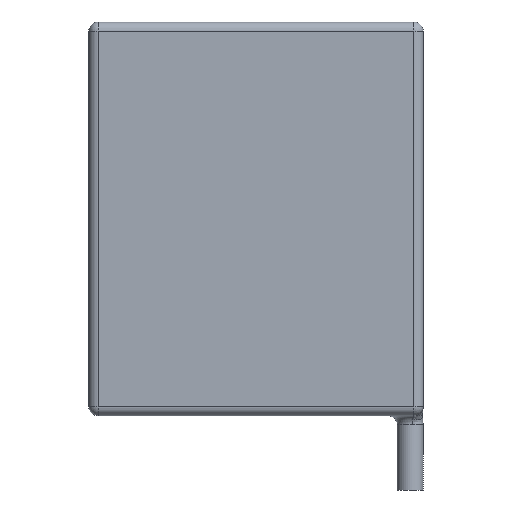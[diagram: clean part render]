
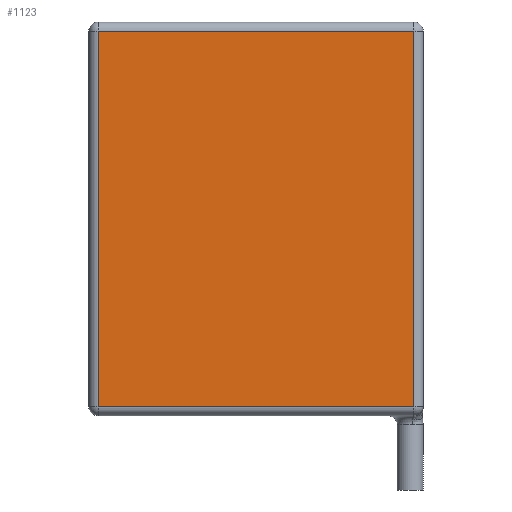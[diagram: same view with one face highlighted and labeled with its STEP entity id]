
A CAD part, front view. The second image highlights one B-rep face of the part: STEP entity #1123.
In plain terms, the highlighted planar face has unit normal (0, -1, 0).
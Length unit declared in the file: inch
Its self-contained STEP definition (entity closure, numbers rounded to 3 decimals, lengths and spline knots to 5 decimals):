
#54 = LINE ( 'NONE', #1113, #1420 ) ;
#166 = DIRECTION ( 'NONE',  ( -1., 0., 0. ) ) ;
#327 = FACE_OUTER_BOUND ( 'NONE', #2420, .T. ) ;
#464 = VECTOR ( 'NONE', #583, 39.37008 ) ;
#572 = VERTEX_POINT ( 'NONE', #2829 ) ;
#583 = DIRECTION ( 'NONE',  ( 1., 0., 0. ) ) ;
#748 = CARTESIAN_POINT ( 'NONE',  ( -1.0625, 0., -1.2625 ) ) ;
#813 = ORIENTED_EDGE ( 'NONE', *, *, #1102, .T. ) ;
#880 = CARTESIAN_POINT ( 'NONE',  ( -1.0625, 0., 1.2625 ) ) ;
#939 = ORIENTED_EDGE ( 'NONE', *, *, #1425, .T. ) ;
#964 = DIRECTION ( 'NONE',  ( 0., 1., 0. ) ) ;
#1097 = EDGE_CURVE ( 'NONE', #2716, #2862, #54, .T. ) ;
#1102 = EDGE_CURVE ( 'NONE', #2862, #2370, #2469, .T. ) ;
#1113 = CARTESIAN_POINT ( 'NONE',  ( -1.0625, 0., 0. ) ) ;
#1123 = ADVANCED_FACE ( 'NONE', ( #327 ), #1392, .F. ) ;
#1194 = VECTOR ( 'NONE', #3081, 39.37008 ) ;
#1392 = PLANE ( 'NONE',  #2399 ) ;
#1400 = CARTESIAN_POINT ( 'NONE',  ( 1.0625, 0., -1.2625 ) ) ;
#1420 = VECTOR ( 'NONE', #1685, 39.37008 ) ;
#1425 = EDGE_CURVE ( 'NONE', #572, #2716, #3059, .T. ) ;
#1509 = DIRECTION ( 'NONE',  ( 0., 0., 1. ) ) ;
#1653 = ORIENTED_EDGE ( 'NONE', *, *, #1940, .T. ) ;
#1685 = DIRECTION ( 'NONE',  ( 0., 0., -1. ) ) ;
#1902 = CARTESIAN_POINT ( 'NONE',  ( 0., 0., -1.2625 ) ) ;
#1911 = VECTOR ( 'NONE', #166, 39.37008 ) ;
#1940 = EDGE_CURVE ( 'NONE', #2370, #572, #2021, .T. ) ;
#2021 = LINE ( 'NONE', #2572, #1194 ) ;
#2370 = VERTEX_POINT ( 'NONE', #1400 ) ;
#2399 = AXIS2_PLACEMENT_3D ( 'NONE', #2813, #964, #1509 ) ;
#2420 = EDGE_LOOP ( 'NONE', ( #1653, #939, #3313, #813 ) ) ;
#2469 = LINE ( 'NONE', #1902, #464 ) ;
#2572 = CARTESIAN_POINT ( 'NONE',  ( 1.0625, 0., 0. ) ) ;
#2586 = CARTESIAN_POINT ( 'NONE',  ( 0., 0., 1.2625 ) ) ;
#2716 = VERTEX_POINT ( 'NONE', #880 ) ;
#2813 = CARTESIAN_POINT ( 'NONE',  ( 0., 0., 0. ) ) ;
#2829 = CARTESIAN_POINT ( 'NONE',  ( 1.0625, 0., 1.2625 ) ) ;
#2862 = VERTEX_POINT ( 'NONE', #748 ) ;
#3059 = LINE ( 'NONE', #2586, #1911 ) ;
#3081 = DIRECTION ( 'NONE',  ( 0., 0., 1. ) ) ;
#3313 = ORIENTED_EDGE ( 'NONE', *, *, #1097, .T. ) ;
